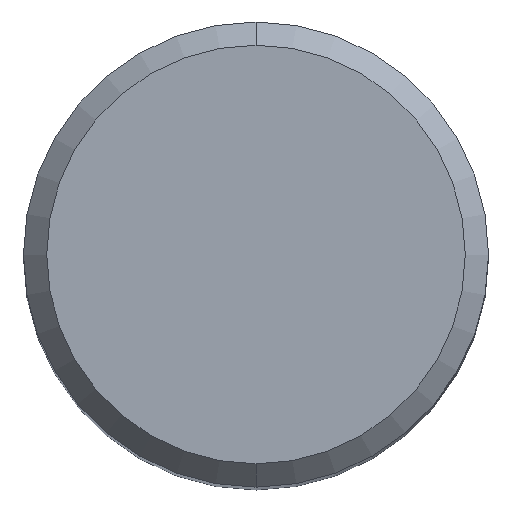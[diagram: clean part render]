
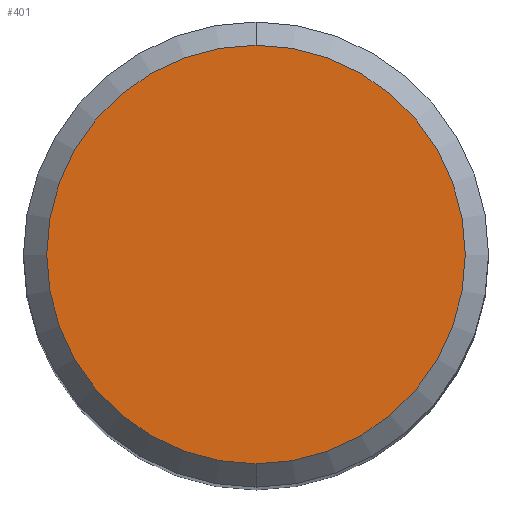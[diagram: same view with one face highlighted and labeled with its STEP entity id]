
A CAD part, top view. The second image highlights one B-rep face of the part: STEP entity #401.
In plain terms, the highlighted planar face has unit normal (0, 0, 1).
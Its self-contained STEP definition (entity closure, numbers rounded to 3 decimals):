
#173=VERTEX_POINT('',#464);
#175=EDGE_CURVE('',#425,#173,#466,.T.);
#395=EDGE_CURVE('',#173,#425,#708,.T.);
#401=ADVANCED_FACE('',(#715),#716,.T.);
#425=VERTEX_POINT('',#744);
#464=CARTESIAN_POINT('',(0.0,5.4,0.0));
#466=CIRCLE('',#780,5.4);
#708=CIRCLE('',#1352,5.4);
#715=FACE_OUTER_BOUND('',#1359,.T.);
#716=PLANE('',#1360);
#744=CARTESIAN_POINT('',(0.,-5.4,0.0));
#780=AXIS2_PLACEMENT_3D('',#1444,#1445,#1446);
#1352=AXIS2_PLACEMENT_3D('',#1700,#1701,#1702);
#1359=EDGE_LOOP('',(#1713,#1714));
#1360=AXIS2_PLACEMENT_3D('',#1715,#1716,#1717);
#1444=CARTESIAN_POINT('',(0.0,0.0,0.0));
#1445=DIRECTION('',(0.0,0.0,-1.0));
#1446=DIRECTION('',(0.0,1.0,0.0));
#1700=CARTESIAN_POINT('',(0.0,0.0,0.0));
#1701=DIRECTION('',(0.0,0.0,-1.0));
#1702=DIRECTION('',(0.0,1.0,0.0));
#1713=ORIENTED_EDGE('',*,*,#395,.F.);
#1714=ORIENTED_EDGE('',*,*,#175,.F.);
#1715=CARTESIAN_POINT('',(0.0,2.7,0.0));
#1716=DIRECTION('',(-0.0,0.0,1.0));
#1717=DIRECTION('',(0.0,-1.0,0.0));
